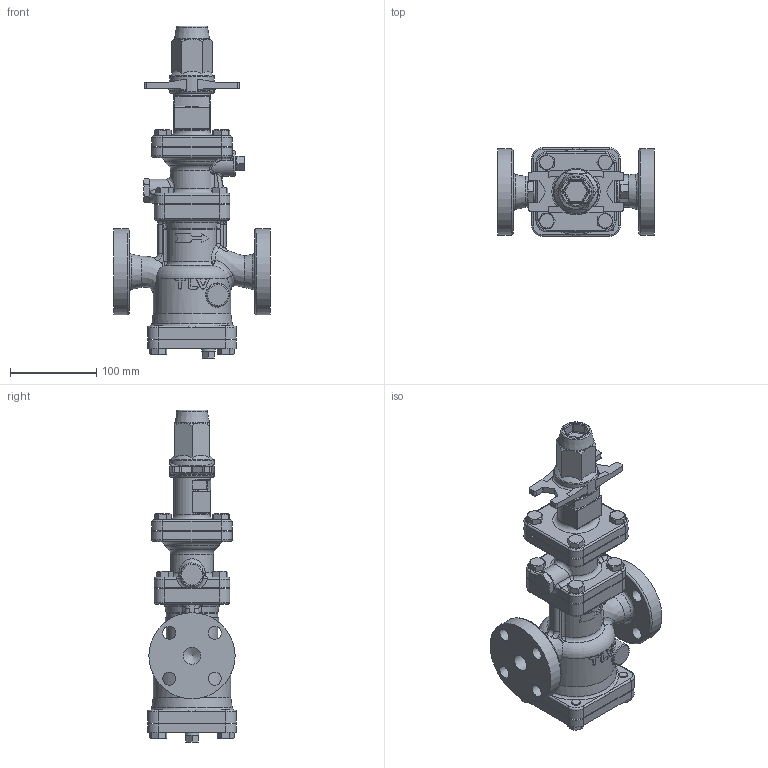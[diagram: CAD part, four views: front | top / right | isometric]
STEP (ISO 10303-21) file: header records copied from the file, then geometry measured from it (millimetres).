
FILE_DESCRIPTION(/* description */ (''),/* implementation_level */ '2;1');
FILE_NAME(/* name */ 'acosr-020-jis10-00.stp',/* time_stamp */ '2017-11-15T11:40:16+09:00',/* author */ ('nakaot'),/* organization */ ('株式会社テイエルブイ'),/* preprocessor_version */ 'ST-DEVELOPER v15.6',/* originating_system */ 'Autodesk Inventor 2015',/* authorisation */ '');
FILE_SCHEMA (('CONFIG_CONTROL_DESIGN'));
Length unit declared in the file: millimetre
Products named in the file (1): acosr-020-jis10-00
Bounding box: 182 x 103 x 385 mm (x, y, z)
Volume: 1999890.1 mm3; surface area: 228257.5 mm2
Topology: 1 solids, 1 shells, 727 faces, 1796 edges, 1085 vertices
Faces by surface type: plane 266, cylinder 189, bspline 127, torus 65, cone 60, sphere 20
Full cylindrical faces by diameter (mm): 10 x20, 12 x12, 15 x8, 20 x2, 26 x1, 42 x1, 52 x1, 60 x1, 70 x1, 80 x1, 90 x1, 100 x2
Entity records: 33512 total; most frequent: CARTESIAN_POINT 17941, ORIENTED_EDGE 3300, DIRECTION 2990, EDGE_CURVE 1650, AXIS2_PLACEMENT_3D 1195, VERTEX_POINT 1056, EDGE_LOOP 896, FACE_OUTER_BOUND 726
